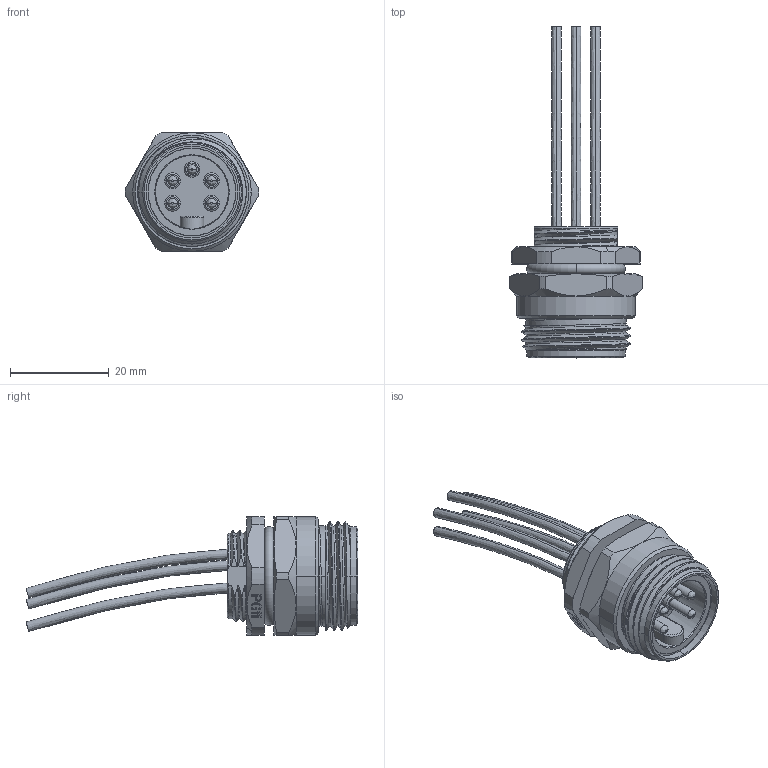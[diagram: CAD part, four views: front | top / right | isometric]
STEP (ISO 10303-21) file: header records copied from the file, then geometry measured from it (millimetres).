
FILE_DESCRIPTION((''),'2;1');
FILE_NAME('7_8-M05-BK-PG11-W0_82_SW0001','2020-12-17T',('tc.chen'),(''),'PRO/ENGINEER BY PARAMETRIC TECHNOLOGY CORPORATION, 2012480','PRO/ENGINEER BY PARAMETRIC TECHNOLOGY CORPORATION, 2012480','');
FILE_SCHEMA(('AUTOMOTIVE_DESIGN { 1 0 10303 214 1 1 1 1 }'));
Length unit declared in the file: millimetre
Products named in the file (1): 7_8-M05-BK-PG11-W0_82_SW0001
Bounding box: 27 x 67.17 x 24 mm (x, y, z)
Volume: 9369 mm3; surface area: 7581.9 mm2
Topology: 1 solids, 1 shells, 416 faces, 1157 edges, 742 vertices
Faces by surface type: plane 223, bspline 85, cylinder 68, cone 27, torus 13
Entity records: 20029 total; most frequent: CARTESIAN_POINT 9732, ORIENTED_EDGE 2314, DIRECTION 1792, EDGE_CURVE 1157, VERTEX_POINT 742, VECTOR 694, LINE 694, AXIS2_PLACEMENT_3D 549
